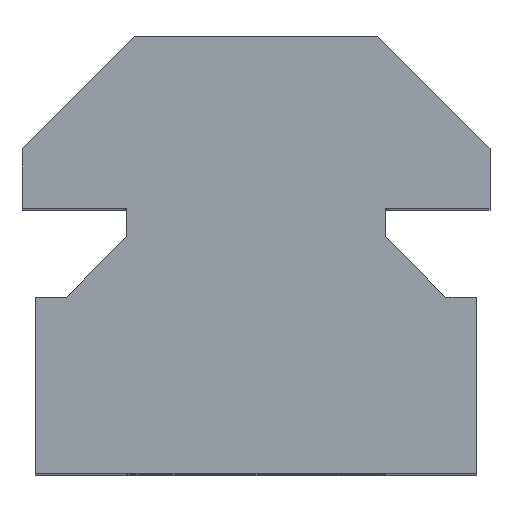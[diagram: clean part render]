
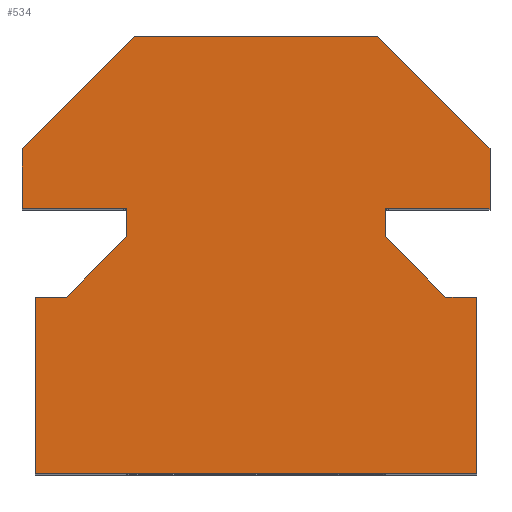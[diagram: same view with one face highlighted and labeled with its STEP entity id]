
A CAD part, top view. The second image highlights one B-rep face of the part: STEP entity #534.
In plain terms, the highlighted planar face has unit normal (0, 0, 1).
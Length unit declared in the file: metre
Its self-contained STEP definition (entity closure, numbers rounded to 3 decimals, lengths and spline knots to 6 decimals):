
#15=B_SPLINE_CURVE_WITH_KNOTS('',3,(#870,#871,#872,#873),.UNSPECIFIED.,
 .F.,.F.,(4,4),(0.,1.),.UNSPECIFIED.);
#144=ORIENTED_EDGE('',*,*,#203,.F.);
#145=ORIENTED_EDGE('',*,*,#209,.F.);
#146=ORIENTED_EDGE('',*,*,#213,.F.);
#147=ORIENTED_EDGE('',*,*,#217,.F.);
#148=ORIENTED_EDGE('',*,*,#218,.F.);
#149=ORIENTED_EDGE('',*,*,#222,.F.);
#150=ORIENTED_EDGE('',*,*,#185,.F.);
#151=ORIENTED_EDGE('',*,*,#227,.F.);
#152=ORIENTED_EDGE('',*,*,#228,.F.);
#153=ORIENTED_EDGE('',*,*,#233,.F.);
#154=ORIENTED_EDGE('',*,*,#195,.F.);
#155=ORIENTED_EDGE('',*,*,#241,.F.);
#156=ORIENTED_EDGE('',*,*,#242,.F.);
#157=ORIENTED_EDGE('',*,*,#245,.T.);
#158=ORIENTED_EDGE('',*,*,#197,.T.);
#159=ORIENTED_EDGE('',*,*,#247,.T.);
#160=ORIENTED_EDGE('',*,*,#250,.T.);
#185=EDGE_CURVE('',#259,#260,#308,.T.);
#195=EDGE_CURVE('',#269,#267,#316,.T.);
#197=EDGE_CURVE('',#271,#272,#317,.T.);
#203=EDGE_CURVE('',#277,#278,#321,.T.);
#209=EDGE_CURVE('',#282,#277,#326,.T.);
#213=EDGE_CURVE('',#284,#282,#330,.T.);
#217=EDGE_CURVE('',#286,#284,#333,.T.);
#218=EDGE_CURVE('',#287,#286,#334,.T.);
#222=EDGE_CURVE('',#260,#287,#337,.T.);
#227=EDGE_CURVE('',#290,#259,#341,.T.);
#228=EDGE_CURVE('',#291,#290,#342,.T.);
#233=EDGE_CURVE('',#267,#291,#346,.T.);
#241=EDGE_CURVE('',#298,#269,#353,.T.);
#242=EDGE_CURVE('',#299,#298,#354,.T.);
#245=EDGE_CURVE('',#299,#271,#357,.T.);
#247=EDGE_CURVE('',#272,#301,#359,.T.);
#250=EDGE_CURVE('',#301,#278,#15,.T.);
#259=VERTEX_POINT('',#743);
#260=VERTEX_POINT('',#745);
#267=VERTEX_POINT('',#761);
#269=VERTEX_POINT('',#765);
#271=VERTEX_POINT('',#771);
#272=VERTEX_POINT('',#772);
#277=VERTEX_POINT('',#784);
#278=VERTEX_POINT('',#785);
#282=VERTEX_POINT('',#795);
#284=VERTEX_POINT('',#802);
#286=VERTEX_POINT('',#809);
#287=VERTEX_POINT('',#813);
#290=VERTEX_POINT('',#826);
#291=VERTEX_POINT('',#830);
#298=VERTEX_POINT('',#852);
#299=VERTEX_POINT('',#856);
#301=VERTEX_POINT('',#865);
#308=LINE('',#744,#367);
#316=LINE('',#766,#375);
#317=LINE('',#770,#376);
#321=LINE('',#783,#380);
#326=LINE('',#796,#385);
#330=LINE('',#803,#389);
#333=LINE('',#810,#392);
#334=LINE('',#812,#393);
#337=LINE('',#819,#396);
#341=LINE('',#827,#400);
#342=LINE('',#829,#401);
#346=LINE('',#839,#405);
#353=LINE('',#853,#412);
#354=LINE('',#855,#413);
#357=LINE('',#861,#416);
#359=LINE('',#864,#418);
#367=VECTOR('',#604,1.);
#375=VECTOR('',#620,1.);
#376=VECTOR('',#625,1.);
#380=VECTOR('',#635,1.);
#385=VECTOR('',#644,1.);
#389=VECTOR('',#650,1.);
#392=VECTOR('',#657,1.);
#393=VECTOR('',#660,1.);
#396=VECTOR('',#667,1.);
#400=VECTOR('',#675,1.);
#401=VECTOR('',#678,1.);
#405=VECTOR('',#686,1.);
#412=VECTOR('',#699,1.);
#413=VECTOR('',#702,1.);
#416=VECTOR('',#707,1.);
#418=VECTOR('',#711,1.);
#447=EDGE_LOOP('',(#144,#145,#146,#147,#148,#149,#150,#151,#152,#153,#154,
#155,#156,#157,#158,#159,#160));
#482=FACE_BOUND('',#447,.T.);
#512=PLANE('',#585);
#534=ADVANCED_FACE('',(#482),#512,.T.);
#585=AXIS2_PLACEMENT_3D('',#879,#718,#719);
#604=DIRECTION('',(1.,0.,0.));
#620=DIRECTION('',(0.,1.,0.));
#625=DIRECTION('',(1.,0.,0.));
#635=DIRECTION('',(1.,0.,0.));
#644=DIRECTION('',(0.707,-0.707,0.));
#650=DIRECTION('',(0.,-1.,0.));
#657=DIRECTION('',(-1.,0.,0.));
#660=DIRECTION('',(0.,-1.,0.));
#667=DIRECTION('',(0.707,-0.707,0.));
#675=DIRECTION('',(0.707,0.707,0.));
#678=DIRECTION('',(0.,1.,0.));
#686=DIRECTION('',(-1.,0.,0.));
#699=DIRECTION('',(0.707,0.707,0.));
#702=DIRECTION('',(1.,0.,0.));
#707=DIRECTION('',(0.,-1.,0.));
#711=DIRECTION('',(0.,1.,0.));
#718=DIRECTION('',(0.,0.,1.));
#719=DIRECTION('',(1.,0.,0.));
#743=CARTESIAN_POINT('',(-0.212762,0.371886,0.289857));
#744=CARTESIAN_POINT('',(-0.21,0.371886,0.289857));
#745=CARTESIAN_POINT('',(-0.207238,0.371886,0.289857));
#761=CARTESIAN_POINT('',(-0.212925,0.367991,0.289857));
#765=CARTESIAN_POINT('',(-0.212925,0.367358,0.289857));
#766=CARTESIAN_POINT('',(-0.212925,0.367674,0.289857));
#770=CARTESIAN_POINT('',(-0.21,0.361986,0.289857));
#771=CARTESIAN_POINT('',(-0.215,0.361986,0.289857));
#772=CARTESIAN_POINT('',(-0.205,0.361986,0.289857));
#783=CARTESIAN_POINT('',(-0.205351,0.365986,0.289857));
#784=CARTESIAN_POINT('',(-0.205703,0.365986,0.289857));
#785=CARTESIAN_POINT('',(-0.20542,0.365986,0.289857));
#795=CARTESIAN_POINT('',(-0.207075,0.367358,0.289857));
#796=CARTESIAN_POINT('',(-0.206389,0.366672,0.289857));
#802=CARTESIAN_POINT('',(-0.207075,0.367991,0.289857));
#803=CARTESIAN_POINT('',(-0.207075,0.367674,0.289857));
#809=CARTESIAN_POINT('',(-0.2047,0.367991,0.289857));
#810=CARTESIAN_POINT('',(-0.205888,0.367991,0.289857));
#812=CARTESIAN_POINT('',(-0.2047,0.368669,0.289857));
#813=CARTESIAN_POINT('',(-0.2047,0.369348,0.289857));
#819=CARTESIAN_POINT('',(-0.205969,0.370617,0.289857));
#826=CARTESIAN_POINT('',(-0.2153,0.369348,0.289857));
#827=CARTESIAN_POINT('',(-0.214031,0.370617,0.289857));
#829=CARTESIAN_POINT('',(-0.2153,0.368669,0.289857));
#830=CARTESIAN_POINT('',(-0.2153,0.367991,0.289857));
#839=CARTESIAN_POINT('',(-0.214113,0.367991,0.289857));
#852=CARTESIAN_POINT('',(-0.214297,0.365986,0.289857));
#853=CARTESIAN_POINT('',(-0.213611,0.366672,0.289857));
#855=CARTESIAN_POINT('',(-0.214649,0.365986,0.289857));
#856=CARTESIAN_POINT('',(-0.215,0.365986,0.289857));
#861=CARTESIAN_POINT('',(-0.215,0.363986,0.289857));
#864=CARTESIAN_POINT('',(-0.205,0.363986,0.289857));
#865=CARTESIAN_POINT('',(-0.205,0.365986,0.289857));
#870=CARTESIAN_POINT('',(-0.205,0.365986,0.289857));
#871=CARTESIAN_POINT('',(-0.20514,0.365986,0.289857));
#872=CARTESIAN_POINT('',(-0.20528,0.365986,0.289857));
#873=CARTESIAN_POINT('',(-0.20542,0.365986,0.289857));
#879=CARTESIAN_POINT('',(-0.21,0.373986,0.289857));
